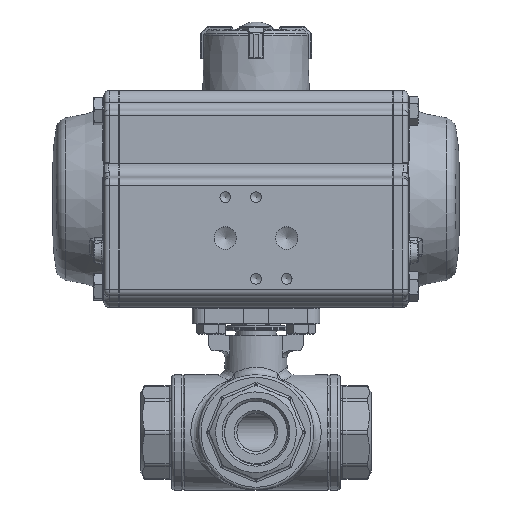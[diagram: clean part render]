
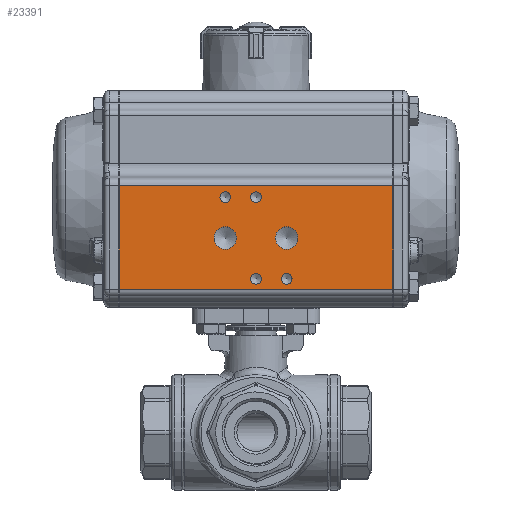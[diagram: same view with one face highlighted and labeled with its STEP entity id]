
A CAD part, top view. The second image highlights one B-rep face of the part: STEP entity #23391.
In plain terms, the highlighted face is planar.
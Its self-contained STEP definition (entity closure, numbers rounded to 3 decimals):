
#742=PLANE('',#25198);
#2352=CIRCLE('',#25020,4.4);
#2354=CIRCLE('',#25024,4.4);
#2356=CIRCLE('',#25028,2.1);
#2358=CIRCLE('',#25032,2.1);
#2360=CIRCLE('',#25036,2.1);
#2362=CIRCLE('',#25040,2.1);
#7315=ORIENTED_EDGE('',*,*,#11951,.T.);
#7316=ORIENTED_EDGE('',*,*,#12046,.F.);
#7317=ORIENTED_EDGE('',*,*,#11983,.F.);
#7318=ORIENTED_EDGE('',*,*,#12047,.T.);
#7319=ORIENTED_EDGE('',*,*,#11864,.F.);
#7320=ORIENTED_EDGE('',*,*,#11862,.F.);
#7321=ORIENTED_EDGE('',*,*,#11860,.F.);
#7322=ORIENTED_EDGE('',*,*,#11858,.F.);
#7323=ORIENTED_EDGE('',*,*,#11856,.F.);
#7324=ORIENTED_EDGE('',*,*,#11854,.F.);
#11854=EDGE_CURVE('',#14625,#14625,#2352,.T.);
#11856=EDGE_CURVE('',#14628,#14628,#2354,.T.);
#11858=EDGE_CURVE('',#14631,#14631,#2356,.T.);
#11860=EDGE_CURVE('',#14634,#14634,#2358,.T.);
#11862=EDGE_CURVE('',#14637,#14637,#2360,.T.);
#11864=EDGE_CURVE('',#14640,#14640,#2362,.T.);
#11951=EDGE_CURVE('',#14729,#14728,#16592,.T.);
#11983=EDGE_CURVE('',#14760,#14761,#16606,.T.);
#12046=EDGE_CURVE('',#14761,#14728,#16643,.T.);
#12047=EDGE_CURVE('',#14760,#14729,#16644,.T.);
#14625=VERTEX_POINT('',#68592);
#14628=VERTEX_POINT('',#68599);
#14631=VERTEX_POINT('',#68606);
#14634=VERTEX_POINT('',#68613);
#14637=VERTEX_POINT('',#68620);
#14640=VERTEX_POINT('',#68627);
#14728=VERTEX_POINT('',#68840);
#14729=VERTEX_POINT('',#68842);
#14760=VERTEX_POINT('',#68905);
#14761=VERTEX_POINT('',#68907);
#16592=LINE('',#68841,#18274);
#16606=LINE('',#68906,#18288);
#16643=LINE('',#69030,#18325);
#16644=LINE('',#69032,#18326);
#18274=VECTOR('',#29221,1000.);
#18288=VECTOR('',#29273,1000.);
#18325=VECTOR('',#29398,1000.);
#18326=VECTOR('',#29401,1000.);
#19840=EDGE_LOOP('',(#7315,#7316,#7317,#7318));
#19841=EDGE_LOOP('',(#7319));
#19842=EDGE_LOOP('',(#7320));
#19843=EDGE_LOOP('',(#7321));
#19844=EDGE_LOOP('',(#7322));
#19845=EDGE_LOOP('',(#7323));
#19846=EDGE_LOOP('',(#7324));
#21526=FACE_BOUND('',#19840,.T.);
#21527=FACE_BOUND('',#19841,.T.);
#21528=FACE_BOUND('',#19842,.T.);
#21529=FACE_BOUND('',#19843,.T.);
#21530=FACE_BOUND('',#19844,.T.);
#21531=FACE_BOUND('',#19845,.T.);
#21532=FACE_BOUND('',#19846,.T.);
#23391=ADVANCED_FACE('',(#21526,#21527,#21528,#21529,#21530,#21531,#21532),
#742,.F.);
#25020=AXIS2_PLACEMENT_3D('',#68591,#28960,#28961);
#25024=AXIS2_PLACEMENT_3D('',#68598,#28968,#28969);
#25028=AXIS2_PLACEMENT_3D('',#68605,#28976,#28977);
#25032=AXIS2_PLACEMENT_3D('',#68612,#28984,#28985);
#25036=AXIS2_PLACEMENT_3D('',#68619,#28992,#28993);
#25040=AXIS2_PLACEMENT_3D('',#68626,#29000,#29001);
#25198=AXIS2_PLACEMENT_3D('',#69031,#29399,#29400);
#28960=DIRECTION('',(-1.,0.,0.));
#28961=DIRECTION('',(0.,0.,1.));
#28968=DIRECTION('',(-1.,0.,0.));
#28969=DIRECTION('',(0.,0.,1.));
#28976=DIRECTION('',(-1.,0.,0.));
#28977=DIRECTION('',(0.,0.,1.));
#28984=DIRECTION('',(-1.,0.,0.));
#28985=DIRECTION('',(0.,0.,1.));
#28992=DIRECTION('',(-1.,0.,0.));
#28993=DIRECTION('',(0.,0.,1.));
#29000=DIRECTION('',(-1.,0.,0.));
#29001=DIRECTION('',(0.,0.,1.));
#29221=DIRECTION('',(0.,-1.,0.));
#29273=DIRECTION('',(0.,-1.,0.));
#29398=DIRECTION('',(0.,0.,-1.));
#29399=DIRECTION('',(1.,0.,0.));
#29400=DIRECTION('',(0.,1.,0.));
#29401=DIRECTION('',(0.,0.,-1.));
#68591=CARTESIAN_POINT('',(-46.55,-15.35,12.));
#68592=CARTESIAN_POINT('',(-46.55,-15.35,16.4));
#68598=CARTESIAN_POINT('',(-46.55,-15.35,-12.));
#68599=CARTESIAN_POINT('',(-46.55,-15.35,-7.6));
#68605=CARTESIAN_POINT('',(-46.55,-31.35,12.));
#68606=CARTESIAN_POINT('',(-46.55,-31.35,14.1));
#68612=CARTESIAN_POINT('',(-46.55,-31.35,0.));
#68613=CARTESIAN_POINT('',(-46.55,-31.35,2.1));
#68619=CARTESIAN_POINT('',(-46.55,0.65,0.));
#68620=CARTESIAN_POINT('',(-46.55,0.65,2.1));
#68626=CARTESIAN_POINT('',(-46.55,0.65,-12.));
#68627=CARTESIAN_POINT('',(-46.55,0.65,-9.9));
#68840=CARTESIAN_POINT('',(-46.55,-35.35,-53.5));
#68841=CARTESIAN_POINT('',(-46.55,5.107,-53.5));
#68842=CARTESIAN_POINT('',(-46.55,5.107,-53.5));
#68905=CARTESIAN_POINT('',(-46.55,5.107,53.5));
#68906=CARTESIAN_POINT('',(-46.55,5.107,53.5));
#68907=CARTESIAN_POINT('',(-46.55,-35.35,53.5));
#69030=CARTESIAN_POINT('',(-46.55,-35.35,53.5));
#69031=CARTESIAN_POINT('',(-46.55,5.107,53.5));
#69032=CARTESIAN_POINT('',(-46.55,5.107,53.5));
